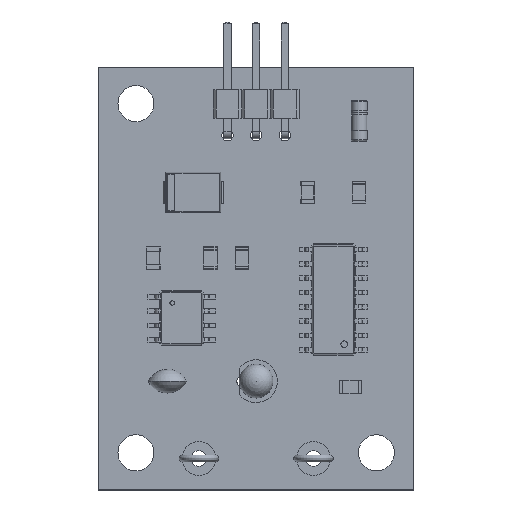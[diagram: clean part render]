
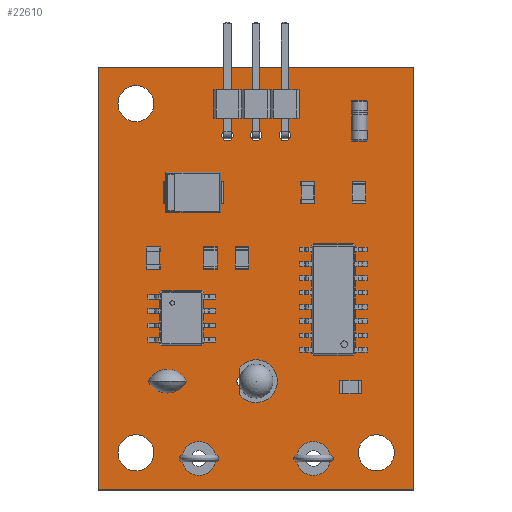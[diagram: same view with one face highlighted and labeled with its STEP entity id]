
A CAD part, top view. The second image highlights one B-rep face of the part: STEP entity #22610.
In plain terms, the highlighted planar face has unit normal (0, 0, 1).
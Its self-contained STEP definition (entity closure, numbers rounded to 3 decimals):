
#22366 = VERTEX_POINT('',#22367);
#22367 = CARTESIAN_POINT('',(173.5,-95.5,1.6));
#22373 = EDGE_CURVE('',#22366,#22374,#22376,.T.);
#22374 = VERTEX_POINT('',#22375);
#22375 = CARTESIAN_POINT('',(145.5,-95.5,1.6));
#22376 = LINE('',#22377,#22378);
#22377 = CARTESIAN_POINT('',(173.5,-95.5,1.6));
#22378 = VECTOR('',#22379,1.);
#22379 = DIRECTION('',(-1.,0.,0.));
#22406 = VERTEX_POINT('',#22407);
#22407 = CARTESIAN_POINT('',(173.5,-58.,1.6));
#22413 = EDGE_CURVE('',#22406,#22366,#22414,.T.);
#22414 = LINE('',#22415,#22416);
#22415 = CARTESIAN_POINT('',(173.5,-58.,1.6));
#22416 = VECTOR('',#22417,1.);
#22417 = DIRECTION('',(0.,-1.,0.));
#22435 = EDGE_CURVE('',#22374,#22436,#22438,.T.);
#22436 = VERTEX_POINT('',#22437);
#22437 = CARTESIAN_POINT('',(145.5,-58.,1.6));
#22438 = LINE('',#22439,#22440);
#22439 = CARTESIAN_POINT('',(145.5,-95.5,1.6));
#22440 = VECTOR('',#22441,1.);
#22441 = DIRECTION('',(0.,1.,0.));
#22610 = ADVANCED_FACE('',(#22611,#22622,#22633,#22644,#22655,#22666,
    #22677,#22688,#22699,#22710,#22721,#22732,#22743),#22754,.F.);
#22611 = FACE_BOUND('',#22612,.F.);
#22612 = EDGE_LOOP('',(#22613,#22614,#22615,#22621));
#22613 = ORIENTED_EDGE('',*,*,#22373,.T.);
#22614 = ORIENTED_EDGE('',*,*,#22435,.T.);
#22615 = ORIENTED_EDGE('',*,*,#22616,.T.);
#22616 = EDGE_CURVE('',#22436,#22406,#22617,.T.);
#22617 = LINE('',#22618,#22619);
#22618 = CARTESIAN_POINT('',(145.5,-58.,1.6));
#22619 = VECTOR('',#22620,1.);
#22620 = DIRECTION('',(1.,0.,0.));
#22621 = ORIENTED_EDGE('',*,*,#22413,.T.);
#22622 = FACE_BOUND('',#22623,.F.);
#22623 = EDGE_LOOP('',(#22624));
#22624 = ORIENTED_EDGE('',*,*,#22625,.F.);
#22625 = EDGE_CURVE('',#22626,#22626,#22628,.T.);
#22626 = VERTEX_POINT('',#22627);
#22627 = CARTESIAN_POINT('',(170.18,-93.802,1.6));
#22628 = CIRCLE('',#22629,1.6);
#22629 = AXIS2_PLACEMENT_3D('',#22630,#22631,#22632);
#22630 = CARTESIAN_POINT('',(170.18,-92.202,1.6));
#22631 = DIRECTION('',(-0.,0.,-1.));
#22632 = DIRECTION('',(-0.,-1.,0.));
#22633 = FACE_BOUND('',#22634,.F.);
#22634 = EDGE_LOOP('',(#22635));
#22635 = ORIENTED_EDGE('',*,*,#22636,.F.);
#22636 = EDGE_CURVE('',#22637,#22637,#22639,.T.);
#22637 = VERTEX_POINT('',#22638);
#22638 = CARTESIAN_POINT('',(164.592,-93.41,1.6));
#22639 = CIRCLE('',#22640,0.7);
#22640 = AXIS2_PLACEMENT_3D('',#22641,#22642,#22643);
#22641 = CARTESIAN_POINT('',(164.592,-92.71,1.6));
#22642 = DIRECTION('',(-0.,0.,-1.));
#22643 = DIRECTION('',(0.,-1.,-0.));
#22644 = FACE_BOUND('',#22645,.F.);
#22645 = EDGE_LOOP('',(#22646));
#22646 = ORIENTED_EDGE('',*,*,#22647,.F.);
#22647 = EDGE_CURVE('',#22648,#22648,#22650,.T.);
#22648 = VERTEX_POINT('',#22649);
#22649 = CARTESIAN_POINT('',(160.777,-86.302,1.6));
#22650 = CIRCLE('',#22651,0.45);
#22651 = AXIS2_PLACEMENT_3D('',#22652,#22653,#22654);
#22652 = CARTESIAN_POINT('',(160.777,-85.852,1.6));
#22653 = DIRECTION('',(-0.,0.,-1.));
#22654 = DIRECTION('',(-0.,-1.,0.));
#22655 = FACE_BOUND('',#22656,.F.);
#22656 = EDGE_LOOP('',(#22657));
#22657 = ORIENTED_EDGE('',*,*,#22658,.F.);
#22658 = EDGE_CURVE('',#22659,#22659,#22661,.T.);
#22659 = VERTEX_POINT('',#22660);
#22660 = CARTESIAN_POINT('',(154.432,-93.41,1.6));
#22661 = CIRCLE('',#22662,0.7);
#22662 = AXIS2_PLACEMENT_3D('',#22663,#22664,#22665);
#22663 = CARTESIAN_POINT('',(154.432,-92.71,1.6));
#22664 = DIRECTION('',(-0.,0.,-1.));
#22665 = DIRECTION('',(0.,-1.,0.));
#22666 = FACE_BOUND('',#22667,.F.);
#22667 = EDGE_LOOP('',(#22668));
#22668 = ORIENTED_EDGE('',*,*,#22669,.F.);
#22669 = EDGE_CURVE('',#22670,#22670,#22672,.T.);
#22670 = VERTEX_POINT('',#22671);
#22671 = CARTESIAN_POINT('',(158.237,-86.302,1.6));
#22672 = CIRCLE('',#22673,0.45);
#22673 = AXIS2_PLACEMENT_3D('',#22674,#22675,#22676);
#22674 = CARTESIAN_POINT('',(158.237,-85.852,1.6));
#22675 = DIRECTION('',(-0.,0.,-1.));
#22676 = DIRECTION('',(0.,-1.,0.));
#22677 = FACE_BOUND('',#22678,.F.);
#22678 = EDGE_LOOP('',(#22679));
#22679 = ORIENTED_EDGE('',*,*,#22680,.F.);
#22680 = EDGE_CURVE('',#22681,#22681,#22683,.T.);
#22681 = VERTEX_POINT('',#22682);
#22682 = CARTESIAN_POINT('',(148.844,-93.802,1.6));
#22683 = CIRCLE('',#22684,1.6);
#22684 = AXIS2_PLACEMENT_3D('',#22685,#22686,#22687);
#22685 = CARTESIAN_POINT('',(148.844,-92.202,1.6));
#22686 = DIRECTION('',(-0.,0.,-1.));
#22687 = DIRECTION('',(-0.,-1.,0.));
#22688 = FACE_BOUND('',#22689,.F.);
#22689 = EDGE_LOOP('',(#22690));
#22690 = ORIENTED_EDGE('',*,*,#22691,.F.);
#22691 = EDGE_CURVE('',#22692,#22692,#22694,.T.);
#22692 = VERTEX_POINT('',#22693);
#22693 = CARTESIAN_POINT('',(152.888,-86.252,1.6));
#22694 = CIRCLE('',#22695,0.4);
#22695 = AXIS2_PLACEMENT_3D('',#22696,#22697,#22698);
#22696 = CARTESIAN_POINT('',(152.888,-85.852,1.6));
#22697 = DIRECTION('',(-0.,0.,-1.));
#22698 = DIRECTION('',(-0.,-1.,0.));
#22699 = FACE_BOUND('',#22700,.F.);
#22700 = EDGE_LOOP('',(#22701));
#22701 = ORIENTED_EDGE('',*,*,#22702,.F.);
#22702 = EDGE_CURVE('',#22703,#22703,#22705,.T.);
#22703 = VERTEX_POINT('',#22704);
#22704 = CARTESIAN_POINT('',(150.388,-86.252,1.6));
#22705 = CIRCLE('',#22706,0.4);
#22706 = AXIS2_PLACEMENT_3D('',#22707,#22708,#22709);
#22707 = CARTESIAN_POINT('',(150.388,-85.852,1.6));
#22708 = DIRECTION('',(-0.,0.,-1.));
#22709 = DIRECTION('',(-0.,-1.,0.));
#22710 = FACE_BOUND('',#22711,.F.);
#22711 = EDGE_LOOP('',(#22712));
#22712 = ORIENTED_EDGE('',*,*,#22713,.F.);
#22713 = EDGE_CURVE('',#22714,#22714,#22716,.T.);
#22714 = VERTEX_POINT('',#22715);
#22715 = CARTESIAN_POINT('',(162.052,-64.508,1.6));
#22716 = CIRCLE('',#22717,0.5);
#22717 = AXIS2_PLACEMENT_3D('',#22718,#22719,#22720);
#22718 = CARTESIAN_POINT('',(162.052,-64.008,1.6));
#22719 = DIRECTION('',(-0.,0.,-1.));
#22720 = DIRECTION('',(-0.,-1.,0.));
#22721 = FACE_BOUND('',#22722,.F.);
#22722 = EDGE_LOOP('',(#22723));
#22723 = ORIENTED_EDGE('',*,*,#22724,.F.);
#22724 = EDGE_CURVE('',#22725,#22725,#22727,.T.);
#22725 = VERTEX_POINT('',#22726);
#22726 = CARTESIAN_POINT('',(159.512,-64.508,1.6));
#22727 = CIRCLE('',#22728,0.5);
#22728 = AXIS2_PLACEMENT_3D('',#22729,#22730,#22731);
#22729 = CARTESIAN_POINT('',(159.512,-64.008,1.6));
#22730 = DIRECTION('',(-0.,0.,-1.));
#22731 = DIRECTION('',(-0.,-1.,0.));
#22732 = FACE_BOUND('',#22733,.F.);
#22733 = EDGE_LOOP('',(#22734));
#22734 = ORIENTED_EDGE('',*,*,#22735,.F.);
#22735 = EDGE_CURVE('',#22736,#22736,#22738,.T.);
#22736 = VERTEX_POINT('',#22737);
#22737 = CARTESIAN_POINT('',(156.972,-64.508,1.6));
#22738 = CIRCLE('',#22739,0.5);
#22739 = AXIS2_PLACEMENT_3D('',#22740,#22741,#22742);
#22740 = CARTESIAN_POINT('',(156.972,-64.008,1.6));
#22741 = DIRECTION('',(-0.,0.,-1.));
#22742 = DIRECTION('',(-0.,-1.,0.));
#22743 = FACE_BOUND('',#22744,.F.);
#22744 = EDGE_LOOP('',(#22745));
#22745 = ORIENTED_EDGE('',*,*,#22746,.F.);
#22746 = EDGE_CURVE('',#22747,#22747,#22749,.T.);
#22747 = VERTEX_POINT('',#22748);
#22748 = CARTESIAN_POINT('',(148.844,-62.814,1.6));
#22749 = CIRCLE('',#22750,1.6);
#22750 = AXIS2_PLACEMENT_3D('',#22751,#22752,#22753);
#22751 = CARTESIAN_POINT('',(148.844,-61.214,1.6));
#22752 = DIRECTION('',(-0.,0.,-1.));
#22753 = DIRECTION('',(-0.,-1.,0.));
#22754 = PLANE('',#22755);
#22755 = AXIS2_PLACEMENT_3D('',#22756,#22757,#22758);
#22756 = CARTESIAN_POINT('',(159.5,-76.75,1.6));
#22757 = DIRECTION('',(-0.,-0.,-1.));
#22758 = DIRECTION('',(-1.,0.,0.));
